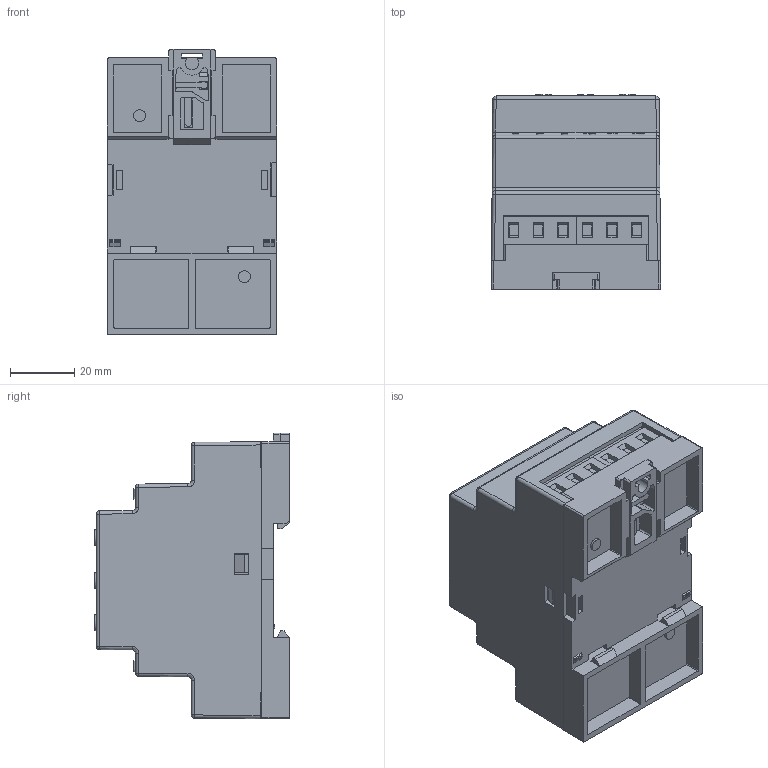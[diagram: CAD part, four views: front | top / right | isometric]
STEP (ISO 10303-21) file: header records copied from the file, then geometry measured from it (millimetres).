
FILE_DESCRIPTION (( 'STEP AP203' ), '1' );
FILE_NAME ('PMRU-2C-500A.step', '2022-04-19T18:00:22', ( '' ), ( '' ), 'SwSTEP 2.0', 'SolidWorks 2021', '' );
FILE_SCHEMA (( 'CONFIG_CONTROL_DESIGN' ));
Products named in the file (1): PMRU-2C-500A
Bounding box: 52.5 x 60.5 x 88.62 mm (x, y, z)
Volume: 56842.9 mm3; surface area: 63890.5 mm2
Topology: 13 solids, 13 shells, 1220 faces, 3302 edges, 2176 vertices
Faces by surface type: plane 891, cylinder 206, bspline 119, cone 4
Entity records: 42761 total; most frequent: CARTESIAN_POINT 12308, ORIENTED_EDGE 6604, DIRECTION 5780, EDGE_CURVE 3302, LINE 2572, VECTOR 2572, VERTEX_POINT 2176, AXIS2_PLACEMENT_3D 1604
